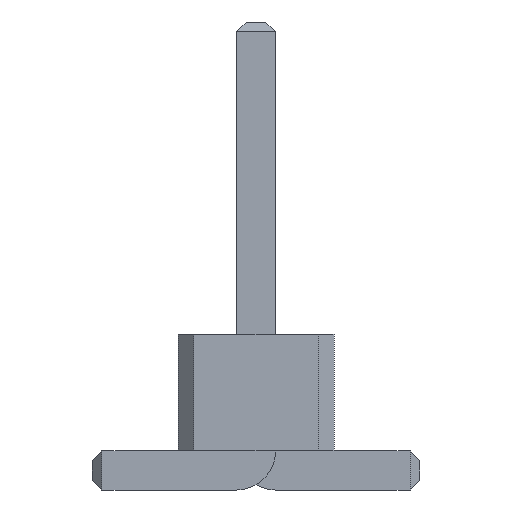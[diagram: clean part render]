
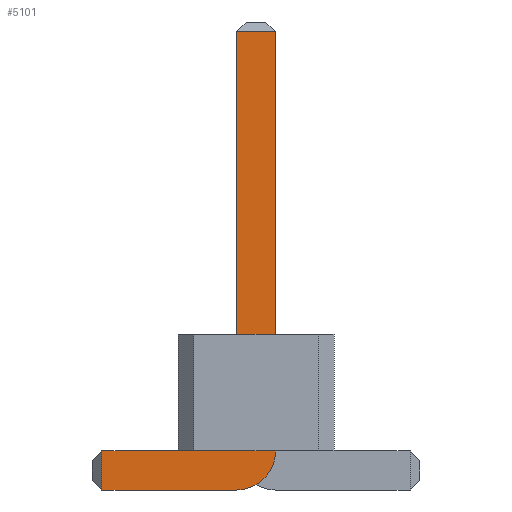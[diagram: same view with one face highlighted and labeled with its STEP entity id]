
A CAD part, front view. The second image highlights one B-rep face of the part: STEP entity #5101.
In plain terms, the highlighted planar face has unit normal (0, -1, 0).
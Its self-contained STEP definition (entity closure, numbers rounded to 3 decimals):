
#13=DIRECTION('',(0.,0.,1.));
#27=VECTOR('',#13,1.);
#56=DIRECTION('',(0.,-1.,0.));
#67=DIRECTION('',(1.,0.,0.));
#1067=VECTOR('',#67,1.);
#1120=DIRECTION('',(-1.,0.,0.));
#2117=VECTOR('',#1120,1.);
#2279=DIRECTION('',(0.,0.,-1.));
#2296=VECTOR('',#2279,1.);
#4957=DIRECTION('',(-0.,-1.,-0.));
#4964=VERTEX_POINT('',#4965);
#4965=CARTESIAN_POINT('',(-1.975,-17.25,0.));
#4967=ORIENTED_EDGE('',*,*,#4968,.T.);
#4968=EDGE_CURVE('',#4964,#4969,#4971,.T.);
#4969=VERTEX_POINT('',#4970);
#4970=CARTESIAN_POINT('',(-0.25,-17.25,0.));
#4971=LINE('',#4972,#1067);
#4972=CARTESIAN_POINT('',(-2.1,-17.25,0.));
#5004=VERTEX_POINT('',#5005);
#5005=CARTESIAN_POINT('',(0.25,-17.25,0.5));
#5008=EDGE_CURVE('',#4969,#5004,#5009,.T.);
#5009=CIRCLE('',#5010,0.5);
#5010=AXIS2_PLACEMENT_3D('',#5011,#56,#2279);
#5011=CARTESIAN_POINT('',(-0.25,-17.25,0.5));
#5019=VERTEX_POINT('',#5011);
#5021=ORIENTED_EDGE('',*,*,#5022,.T.);
#5022=EDGE_CURVE('',#5019,#5023,#5025,.T.);
#5023=VERTEX_POINT('',#5024);
#5024=CARTESIAN_POINT('',(-1.975,-17.25,0.5));
#5025=LINE('',#5011,#2117);
#5035=ORIENTED_EDGE('',*,*,#5036,.T.);
#5036=EDGE_CURVE('',#5004,#5037,#5039,.T.);
#5037=VERTEX_POINT('',#5038);
#5038=CARTESIAN_POINT('',(0.25,-17.25,5.875));
#5039=LINE('',#5040,#27);
#5040=CARTESIAN_POINT('',(0.25,-17.25,0.));
#5052=VERTEX_POINT('',#5053);
#5053=CARTESIAN_POINT('',(-0.25,-17.25,5.875));
#5055=ORIENTED_EDGE('',*,*,#5056,.T.);
#5056=EDGE_CURVE('',#5052,#5019,#5057,.T.);
#5057=LINE('',#5058,#2296);
#5058=CARTESIAN_POINT('',(-0.25,-17.25,6.));
#5101=ADVANCED_FACE('',(#5102),#5111,.T.);
#5102=FACE_BOUND('',#5103,.T.);
#5103=EDGE_LOOP('',(#4967,#5104,#5035,#5105,#5055,#5021,#5108));
#5104=ORIENTED_EDGE('',*,*,#5008,.T.);
#5105=ORIENTED_EDGE('',*,*,#5106,.T.);
#5106=EDGE_CURVE('',#5037,#5052,#5107,.T.);
#5107=LINE('',#5038,#2117);
#5108=ORIENTED_EDGE('',*,*,#5109,.T.);
#5109=EDGE_CURVE('',#5023,#4964,#5110,.T.);
#5110=LINE('',#5024,#2296);
#5111=PLANE('',#5112);
#5112=AXIS2_PLACEMENT_3D('',#5113,#4957,#2279);
#5113=CARTESIAN_POINT('',(-0.316,-17.25,2.391));
